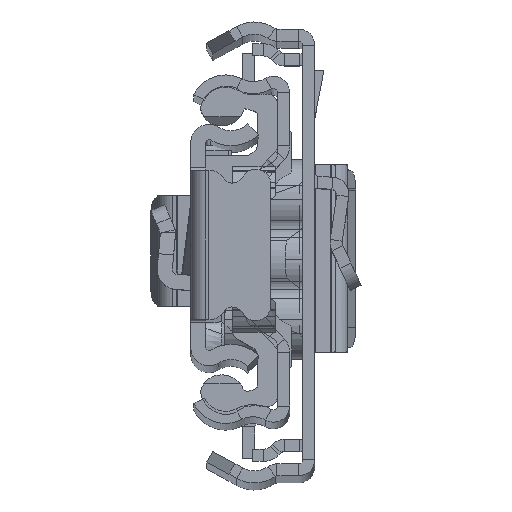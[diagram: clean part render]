
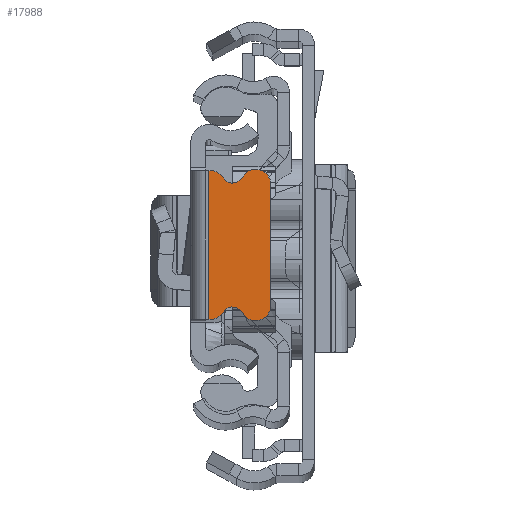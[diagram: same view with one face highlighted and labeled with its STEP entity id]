
A CAD part, top view. The second image highlights one B-rep face of the part: STEP entity #17988.
In plain terms, the highlighted planar face has unit normal (0, 0, 1).
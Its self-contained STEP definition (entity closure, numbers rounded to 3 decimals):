
#248 = DIRECTION ( 'NONE',  ( 0., 0., -1. ) ) ;
#388 = EDGE_CURVE ( 'NONE', #20929, #12720, #18362, .T. ) ;
#545 = ORIENTED_EDGE ( 'NONE', *, *, #12026, .T. ) ;
#1102 = VERTEX_POINT ( 'NONE', #22233 ) ;
#1565 = EDGE_CURVE ( 'NONE', #12720, #1102, #22286, .T. ) ;
#1621 = CARTESIAN_POINT ( 'NONE',  ( -1.929, 5.87, 0. ) ) ;
#1693 = VERTEX_POINT ( 'NONE', #6479 ) ;
#2348 = VECTOR ( 'NONE', #16872, 1000. ) ;
#2479 = LINE ( 'NONE', #6894, #2348 ) ;
#3430 = CARTESIAN_POINT ( 'NONE',  ( -3.206, 6.658, 0. ) ) ;
#3683 = CIRCLE ( 'NONE', #5843, 1.5 ) ;
#3852 = ORIENTED_EDGE ( 'NONE', *, *, #3884, .F. ) ;
#3884 = EDGE_CURVE ( 'NONE', #14916, #17864, #12770, .T. ) ;
#5220 = DIRECTION ( 'NONE',  ( 0., 0., 1. ) ) ;
#5499 = EDGE_CURVE ( 'NONE', #18534, #20929, #6675, .T. ) ;
#5677 = VERTEX_POINT ( 'NONE', #7884 ) ;
#5782 = ORIENTED_EDGE ( 'NONE', *, *, #7097, .F. ) ;
#5843 = AXIS2_PLACEMENT_3D ( 'NONE', #7012, #15101, #8650 ) ;
#6479 = CARTESIAN_POINT ( 'NONE',  ( -5.109, 6.713, 0. ) ) ;
#6591 = EDGE_CURVE ( 'NONE', #20081, #1693, #13464, .T. ) ;
#6675 = LINE ( 'NONE', #16666, #12751 ) ;
#6803 = EDGE_CURVE ( 'NONE', #1693, #18534, #12190, .T. ) ;
#6894 = CARTESIAN_POINT ( 'NONE',  ( -1.929, 7.37, 0. ) ) ;
#7012 = CARTESIAN_POINT ( 'NONE',  ( -1.929, -5.87, 0. ) ) ;
#7097 = EDGE_CURVE ( 'NONE', #5677, #14916, #2479, .T. ) ;
#7182 = VECTOR ( 'NONE', #13723, 1000. ) ;
#7276 = ORIENTED_EDGE ( 'NONE', *, *, #388, .T. ) ;
#7568 = ORIENTED_EDGE ( 'NONE', *, *, #1565, .T. ) ;
#7884 = CARTESIAN_POINT ( 'NONE',  ( -1.929, 7.37, 0. ) ) ;
#8085 = LINE ( 'NONE', #22354, #7182 ) ;
#8332 = DIRECTION ( 'NONE',  ( 0., -1., 0. ) ) ;
#8650 = DIRECTION ( 'NONE',  ( 1., 0., 0. ) ) ;
#8906 = EDGE_LOOP ( 'NONE', ( #3852, #5782, #13384, #23144, #24659, #9800, #7276, #7568, #545, #16352 ) ) ;
#9686 = CARTESIAN_POINT ( 'NONE',  ( -7.929, -6., 0. ) ) ;
#9800 = ORIENTED_EDGE ( 'NONE', *, *, #5499, .T. ) ;
#10330 = CARTESIAN_POINT ( 'NONE',  ( -1.75, 0., 0. ) ) ;
#10955 = DIRECTION ( 'NONE',  ( -1., 0., 0. ) ) ;
#11411 = DIRECTION ( 'NONE',  ( 1., 0., 0. ) ) ;
#12026 = EDGE_CURVE ( 'NONE', #1102, #23783, #3683, .T. ) ;
#12049 = CARTESIAN_POINT ( 'NONE',  ( -1.929, -7.37, 0. ) ) ;
#12190 = CIRCLE ( 'NONE', #25532, 1.5 ) ;
#12720 = VERTEX_POINT ( 'NONE', #20445 ) ;
#12751 = VECTOR ( 'NONE', #14900, 1000. ) ;
#12770 = LINE ( 'NONE', #10330, #19638 ) ;
#13384 = ORIENTED_EDGE ( 'NONE', *, *, #22394, .T. ) ;
#13464 = CIRCLE ( 'NONE', #24226, 1.1 ) ;
#13610 = AXIS2_PLACEMENT_3D ( 'NONE', #23661, #5220, #11411 ) ;
#13723 = DIRECTION ( 'NONE',  ( -1., 0., 0. ) ) ;
#13825 = DIRECTION ( 'NONE',  ( 1., 0., 0. ) ) ;
#14462 = AXIS2_PLACEMENT_3D ( 'NONE', #24070, #26493, #13825 ) ;
#14828 = CARTESIAN_POINT ( 'NONE',  ( -1.75, 7.37, 0. ) ) ;
#14900 = DIRECTION ( 'NONE',  ( 0., -1., 0. ) ) ;
#14916 = VERTEX_POINT ( 'NONE', #14828 ) ;
#15101 = DIRECTION ( 'NONE',  ( 0., 0., 1. ) ) ;
#15237 = CARTESIAN_POINT ( 'NONE',  ( -1.75, -7.37, 0. ) ) ;
#15866 = FACE_OUTER_BOUND ( 'NONE', #8906, .T. ) ;
#16352 = ORIENTED_EDGE ( 'NONE', *, *, #19799, .F. ) ;
#16373 = DIRECTION ( 'NONE',  ( 1., 0., 0. ) ) ;
#16666 = CARTESIAN_POINT ( 'NONE',  ( -7.929, -6., 0. ) ) ;
#16872 = DIRECTION ( 'NONE',  ( 1., 0., 0. ) ) ;
#17174 = AXIS2_PLACEMENT_3D ( 'NONE', #1621, #18146, #22588 ) ;
#17837 = DIRECTION ( 'NONE',  ( -1., 0., 0. ) ) ;
#17864 = VERTEX_POINT ( 'NONE', #15237 ) ;
#17988 = ADVANCED_FACE ( 'NONE', ( #15866 ), #20305, .T. ) ;
#18146 = DIRECTION ( 'NONE',  ( 0., 0., 1. ) ) ;
#18362 = CIRCLE ( 'NONE', #13610, 1.5 ) ;
#18534 = VERTEX_POINT ( 'NONE', #22734 ) ;
#19638 = VECTOR ( 'NONE', #8332, 1000. ) ;
#19730 = CIRCLE ( 'NONE', #17174, 1.5 ) ;
#19799 = EDGE_CURVE ( 'NONE', #17864, #23783, #8085, .T. ) ;
#20081 = VERTEX_POINT ( 'NONE', #3430 ) ;
#20124 = DIRECTION ( 'NONE',  ( 0., 0., -1. ) ) ;
#20305 = PLANE ( 'NONE',  #14462 ) ;
#20445 = CARTESIAN_POINT ( 'NONE',  ( -5.109, -6.713, 0. ) ) ;
#20929 = VERTEX_POINT ( 'NONE', #9686 ) ;
#22233 = CARTESIAN_POINT ( 'NONE',  ( -3.206, -6.658, 0. ) ) ;
#22286 = CIRCLE ( 'NONE', #24888, 1.1 ) ;
#22354 = CARTESIAN_POINT ( 'NONE',  ( -1.929, -7.37, 0. ) ) ;
#22394 = EDGE_CURVE ( 'NONE', #5677, #20081, #19730, .T. ) ;
#22588 = DIRECTION ( 'NONE',  ( -1., 0., 0. ) ) ;
#22734 = CARTESIAN_POINT ( 'NONE',  ( -7.929, 6., 0. ) ) ;
#23144 = ORIENTED_EDGE ( 'NONE', *, *, #6591, .T. ) ;
#23487 = DIRECTION ( 'NONE',  ( 0., 0., 1. ) ) ;
#23623 = CARTESIAN_POINT ( 'NONE',  ( -6.429, 6., 0. ) ) ;
#23661 = CARTESIAN_POINT ( 'NONE',  ( -6.429, -6., 0. ) ) ;
#23783 = VERTEX_POINT ( 'NONE', #12049 ) ;
#24070 = CARTESIAN_POINT ( 'NONE',  ( 394.071, 0., 0. ) ) ;
#24226 = AXIS2_PLACEMENT_3D ( 'NONE', #25919, #248, #16373 ) ;
#24659 = ORIENTED_EDGE ( 'NONE', *, *, #6803, .T. ) ;
#24888 = AXIS2_PLACEMENT_3D ( 'NONE', #25670, #20124, #17837 ) ;
#25532 = AXIS2_PLACEMENT_3D ( 'NONE', #23623, #23487, #10955 ) ;
#25670 = CARTESIAN_POINT ( 'NONE',  ( -4.142, -7.236, 0. ) ) ;
#25919 = CARTESIAN_POINT ( 'NONE',  ( -4.142, 7.236, 0. ) ) ;
#26493 = DIRECTION ( 'NONE',  ( 0., 0., 1. ) ) ;
